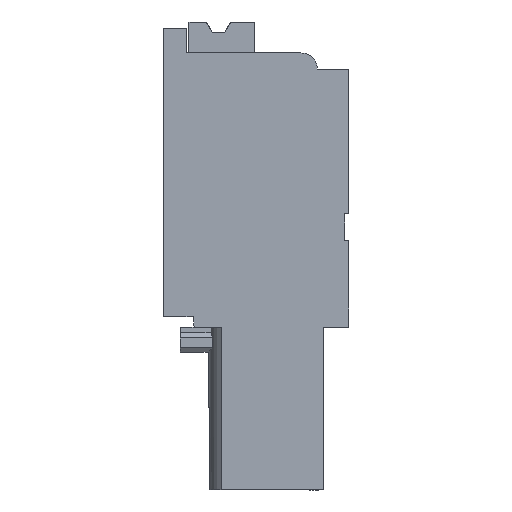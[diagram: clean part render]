
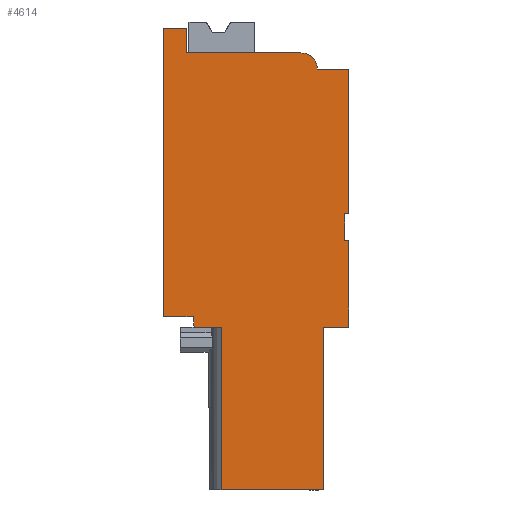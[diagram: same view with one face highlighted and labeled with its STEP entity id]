
A CAD part, left-side view. The second image highlights one B-rep face of the part: STEP entity #4614.
In plain terms, the highlighted planar face has unit normal (-1, 0, 0).
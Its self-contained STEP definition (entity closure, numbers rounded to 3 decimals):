
#1000=AXIS2_PLACEMENT_3D('Circle Axis2P3D',#998,#999,$) ;
#4587=AXIS2_PLACEMENT_3D('Plane Axis2P3D',#4584,#4585,#4586) ;
#40=CARTESIAN_POINT('Vertex',(0.,0.,13.4)) ;
#45=CARTESIAN_POINT('Line Origine',(0.,0.1,13.4)) ;
#49=CARTESIAN_POINT('Vertex',(0.,0.2,13.4)) ;
#83=CARTESIAN_POINT('Line Origine',(0.,0.2,12.75)) ;
#87=CARTESIAN_POINT('Vertex',(0.,0.2,12.1)) ;
#107=CARTESIAN_POINT('Line Origine',(0.,0.1,12.1)) ;
#111=CARTESIAN_POINT('Vertex',(0.,0.,12.1)) ;
#138=CARTESIAN_POINT('Line Origine',(0.,0.,10.)) ;
#142=CARTESIAN_POINT('Vertex',(0.,0.,7.9)) ;
#375=CARTESIAN_POINT('Line Origine',(0.,0.612,7.9)) ;
#379=CARTESIAN_POINT('Vertex',(0.,1.224,7.9)) ;
#574=CARTESIAN_POINT('Line Origine',(0.,1.224,3.95)) ;
#578=CARTESIAN_POINT('Vertex',(0.,1.224,0.)) ;
#699=CARTESIAN_POINT('Line Origine',(0.,3.705,0.)) ;
#703=CARTESIAN_POINT('Vertex',(0.,6.187,0.)) ;
#995=CARTESIAN_POINT('Vertex',(0.,2.325,21.2)) ;
#998=CARTESIAN_POINT('Axis2P3D Location',(0.,2.325,20.4)) ;
#1002=CARTESIAN_POINT('Vertex',(0.,1.525,20.4)) ;
#1135=CARTESIAN_POINT('Vertex',(0.,7.85,21.2)) ;
#1138=CARTESIAN_POINT('Line Origine',(0.,5.087,21.2)) ;
#1284=CARTESIAN_POINT('Vertex',(0.,7.85,22.4)) ;
#1287=CARTESIAN_POINT('Line Origine',(0.,7.85,21.8)) ;
#1315=CARTESIAN_POINT('Vertex',(0.,9.,22.4)) ;
#1318=CARTESIAN_POINT('Line Origine',(0.,8.425,22.4)) ;
#1346=CARTESIAN_POINT('Vertex',(0.,9.,8.4)) ;
#1349=CARTESIAN_POINT('Line Origine',(0.,9.,15.4)) ;
#1445=CARTESIAN_POINT('Vertex',(0.,7.545,8.4)) ;
#1448=CARTESIAN_POINT('Line Origine',(0.,8.272,8.4)) ;
#1511=CARTESIAN_POINT('Vertex',(0.,7.501,7.9)) ;
#1514=CARTESIAN_POINT('Line Origine',(0.,7.523,8.15)) ;
#1544=CARTESIAN_POINT('Vertex',(0.,6.187,7.9)) ;
#1547=CARTESIAN_POINT('Line Origine',(0.,6.844,7.9)) ;
#3834=CARTESIAN_POINT('Line Origine',(0.,0.762,20.4)) ;
#3838=CARTESIAN_POINT('Vertex',(0.,0.,20.4)) ;
#4165=CARTESIAN_POINT('Line Origine',(0.,6.187,3.95)) ;
#4584=CARTESIAN_POINT('Axis2P3D Location',(0.,0.,0.)) ;
#4589=CARTESIAN_POINT('Line Origine',(0.,0.,16.9)) ;
#46=DIRECTION('Vector Direction',(0.,1.,0.)) ;
#84=DIRECTION('Vector Direction',(0.,0.,1.)) ;
#108=DIRECTION('Vector Direction',(0.,-1.,0.)) ;
#139=DIRECTION('Vector Direction',(0.,0.,1.)) ;
#376=DIRECTION('Vector Direction',(0.,1.,0.)) ;
#575=DIRECTION('Vector Direction',(0.,0.,1.)) ;
#700=DIRECTION('Vector Direction',(0.,-1.,0.)) ;
#999=DIRECTION('Axis2P3D Direction',(-1.,-0.,0.)) ;
#1139=DIRECTION('Vector Direction',(0.,-1.,0.)) ;
#1288=DIRECTION('Vector Direction',(0.,0.,-1.)) ;
#1319=DIRECTION('Vector Direction',(0.,-1.,0.)) ;
#1350=DIRECTION('Vector Direction',(0.,0.,1.)) ;
#1449=DIRECTION('Vector Direction',(0.,-1.,0.)) ;
#1515=DIRECTION('Vector Direction',(0.,0.087,0.996)) ;
#1548=DIRECTION('Vector Direction',(0.,1.,0.)) ;
#3835=DIRECTION('Vector Direction',(0.,-1.,0.)) ;
#4166=DIRECTION('Vector Direction',(0.,0.,1.)) ;
#4585=DIRECTION('Axis2P3D Direction',(-1.,0.,0.)) ;
#4586=DIRECTION('Axis2P3D XDirection',(0.,0.,1.)) ;
#4590=DIRECTION('Vector Direction',(0.,0.,1.)) ;
#47=VECTOR('Line Direction',#46,1.) ;
#85=VECTOR('Line Direction',#84,1.) ;
#109=VECTOR('Line Direction',#108,1.) ;
#140=VECTOR('Line Direction',#139,1.) ;
#377=VECTOR('Line Direction',#376,1.) ;
#576=VECTOR('Line Direction',#575,1.) ;
#701=VECTOR('Line Direction',#700,1.) ;
#1140=VECTOR('Line Direction',#1139,1.) ;
#1289=VECTOR('Line Direction',#1288,1.) ;
#1320=VECTOR('Line Direction',#1319,1.) ;
#1351=VECTOR('Line Direction',#1350,1.) ;
#1450=VECTOR('Line Direction',#1449,1.) ;
#1516=VECTOR('Line Direction',#1515,1.) ;
#1549=VECTOR('Line Direction',#1548,1.) ;
#3836=VECTOR('Line Direction',#3835,1.) ;
#4167=VECTOR('Line Direction',#4166,1.) ;
#4591=VECTOR('Line Direction',#4590,1.) ;
#4595=ORIENTED_EDGE('',*,*,#4593,.T.) ;
#4596=ORIENTED_EDGE('',*,*,#3840,.T.) ;
#4597=ORIENTED_EDGE('',*,*,#1004,.T.) ;
#4598=ORIENTED_EDGE('',*,*,#1142,.T.) ;
#4599=ORIENTED_EDGE('',*,*,#1291,.T.) ;
#4600=ORIENTED_EDGE('',*,*,#1322,.T.) ;
#4601=ORIENTED_EDGE('',*,*,#1353,.T.) ;
#4602=ORIENTED_EDGE('',*,*,#1452,.T.) ;
#4603=ORIENTED_EDGE('',*,*,#1518,.T.) ;
#4604=ORIENTED_EDGE('',*,*,#1551,.T.) ;
#4605=ORIENTED_EDGE('',*,*,#4169,.F.) ;
#4606=ORIENTED_EDGE('',*,*,#705,.T.) ;
#4607=ORIENTED_EDGE('',*,*,#580,.T.) ;
#4608=ORIENTED_EDGE('',*,*,#381,.T.) ;
#4609=ORIENTED_EDGE('',*,*,#144,.T.) ;
#4610=ORIENTED_EDGE('',*,*,#113,.T.) ;
#4611=ORIENTED_EDGE('',*,*,#89,.T.) ;
#4612=ORIENTED_EDGE('',*,*,#51,.T.) ;
#4614=ADVANCED_FACE('HOUSING',(#4613),#4588,.T.) ;
#1001=CIRCLE('generated circle',#1000,0.8) ;
#51=EDGE_CURVE('',#50,#41,#48,.F.) ;
#89=EDGE_CURVE('',#88,#50,#86,.T.) ;
#113=EDGE_CURVE('',#112,#88,#110,.F.) ;
#144=EDGE_CURVE('',#143,#112,#141,.T.) ;
#381=EDGE_CURVE('',#380,#143,#378,.F.) ;
#580=EDGE_CURVE('',#579,#380,#577,.T.) ;
#705=EDGE_CURVE('',#704,#579,#702,.T.) ;
#1004=EDGE_CURVE('',#1003,#996,#1001,.T.) ;
#1142=EDGE_CURVE('',#996,#1136,#1141,.F.) ;
#1291=EDGE_CURVE('',#1136,#1285,#1290,.F.) ;
#1322=EDGE_CURVE('',#1285,#1316,#1321,.F.) ;
#1353=EDGE_CURVE('',#1316,#1347,#1352,.F.) ;
#1452=EDGE_CURVE('',#1347,#1446,#1451,.T.) ;
#1518=EDGE_CURVE('',#1446,#1512,#1517,.F.) ;
#1551=EDGE_CURVE('',#1512,#1545,#1550,.F.) ;
#3840=EDGE_CURVE('',#3839,#1003,#3837,.F.) ;
#4169=EDGE_CURVE('',#704,#1545,#4168,.T.) ;
#4593=EDGE_CURVE('',#41,#3839,#4592,.T.) ;
#4594=EDGE_LOOP('',(#4595,#4596,#4597,#4598,#4599,#4600,#4601,#4602,#4603,#4604,#4605,#4606,#4607,#4608,#4609,#4610,#4611,#4612)) ;
#4613=FACE_OUTER_BOUND('',#4594,.T.) ;
#48=LINE('Line',#45,#47) ;
#86=LINE('Line',#83,#85) ;
#110=LINE('Line',#107,#109) ;
#141=LINE('Line',#138,#140) ;
#378=LINE('Line',#375,#377) ;
#577=LINE('Line',#574,#576) ;
#702=LINE('Line',#699,#701) ;
#1141=LINE('Line',#1138,#1140) ;
#1290=LINE('Line',#1287,#1289) ;
#1321=LINE('Line',#1318,#1320) ;
#1352=LINE('Line',#1349,#1351) ;
#1451=LINE('Line',#1448,#1450) ;
#1517=LINE('Line',#1514,#1516) ;
#1550=LINE('Line',#1547,#1549) ;
#3837=LINE('Line',#3834,#3836) ;
#4168=LINE('Line',#4165,#4167) ;
#4592=LINE('Line',#4589,#4591) ;
#4588=PLANE('',#4587) ;
#41=VERTEX_POINT('',#40) ;
#50=VERTEX_POINT('',#49) ;
#88=VERTEX_POINT('',#87) ;
#112=VERTEX_POINT('',#111) ;
#143=VERTEX_POINT('',#142) ;
#380=VERTEX_POINT('',#379) ;
#579=VERTEX_POINT('',#578) ;
#704=VERTEX_POINT('',#703) ;
#996=VERTEX_POINT('',#995) ;
#1003=VERTEX_POINT('',#1002) ;
#1136=VERTEX_POINT('',#1135) ;
#1285=VERTEX_POINT('',#1284) ;
#1316=VERTEX_POINT('',#1315) ;
#1347=VERTEX_POINT('',#1346) ;
#1446=VERTEX_POINT('',#1445) ;
#1512=VERTEX_POINT('',#1511) ;
#1545=VERTEX_POINT('',#1544) ;
#3839=VERTEX_POINT('',#3838) ;
